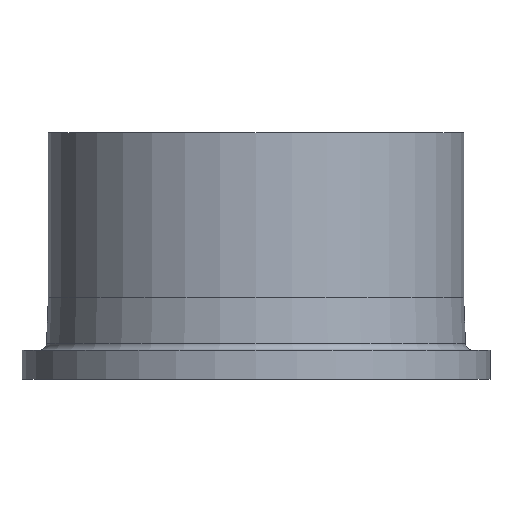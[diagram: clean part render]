
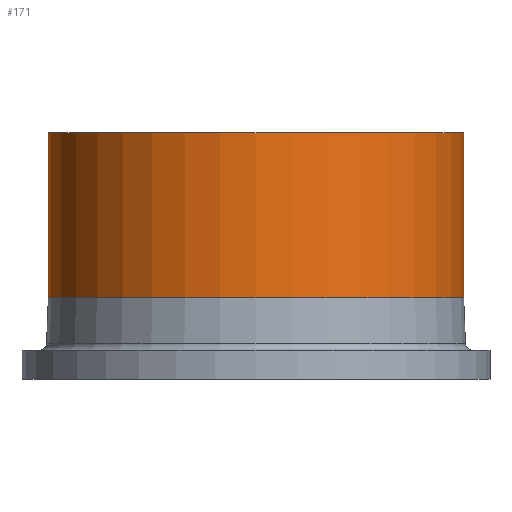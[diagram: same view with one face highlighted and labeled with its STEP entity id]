
A CAD part, front view. The second image highlights one B-rep face of the part: STEP entity #171.
In plain terms, the highlighted cylindrical face has radius 355 mm (diameter 710 mm), a partial arc.
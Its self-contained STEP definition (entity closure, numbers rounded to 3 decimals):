
#2 = CARTESIAN_POINT ( 'NONE',  ( -355., 0., 140. ) ) ;
#3 = CIRCLE ( 'NONE', #271, 355. ) ;
#4 = DIRECTION ( 'NONE',  ( -1., 0., 0. ) ) ;
#23 = VERTEX_POINT ( 'NONE', #140 ) ;
#32 = DIRECTION ( 'NONE',  ( 0., 0., -1. ) ) ;
#38 = DIRECTION ( 'NONE',  ( 0., 0., -1. ) ) ;
#40 = CARTESIAN_POINT ( 'NONE',  ( -355., 0., 0. ) ) ;
#64 = CIRCLE ( 'NONE', #321, 355. ) ;
#67 = LINE ( 'NONE', #327, #218 ) ;
#74 = EDGE_CURVE ( 'NONE', #23, #353, #67, .T. ) ;
#79 = CYLINDRICAL_SURFACE ( 'NONE', #178, 355. ) ;
#111 = CARTESIAN_POINT ( 'NONE',  ( 0., 0., 140. ) ) ;
#118 = EDGE_CURVE ( 'NONE', #127, #303, #404, .T. ) ;
#119 = CARTESIAN_POINT ( 'NONE',  ( -355., 0., 422. ) ) ;
#127 = VERTEX_POINT ( 'NONE', #119 ) ;
#140 = CARTESIAN_POINT ( 'NONE',  ( 355., 0., 422. ) ) ;
#144 = DIRECTION ( 'NONE',  ( -1., 0., 0. ) ) ;
#162 = DIRECTION ( 'NONE',  ( -1., 0., 0. ) ) ;
#165 = ORIENTED_EDGE ( 'NONE', *, *, #118, .T. ) ;
#171 = ADVANCED_FACE ( 'NONE', ( #413 ), #79, .T. ) ;
#177 = DIRECTION ( 'NONE',  ( 0., 0., -1. ) ) ;
#178 = AXIS2_PLACEMENT_3D ( 'NONE', #411, #38, #144 ) ;
#194 = ORIENTED_EDGE ( 'NONE', *, *, #427, .T. ) ;
#200 = EDGE_CURVE ( 'NONE', #353, #303, #64, .T. ) ;
#205 = ORIENTED_EDGE ( 'NONE', *, *, #74, .F. ) ;
#218 = VECTOR ( 'NONE', #32, 1000. ) ;
#261 = VECTOR ( 'NONE', #177, 1000. ) ;
#263 = EDGE_LOOP ( 'NONE', ( #205, #194, #165, #313 ) ) ;
#271 = AXIS2_PLACEMENT_3D ( 'NONE', #420, #305, #162 ) ;
#299 = CARTESIAN_POINT ( 'NONE',  ( 355., 0., 140. ) ) ;
#303 = VERTEX_POINT ( 'NONE', #2 ) ;
#305 = DIRECTION ( 'NONE',  ( 0., 0., -1. ) ) ;
#313 = ORIENTED_EDGE ( 'NONE', *, *, #200, .F. ) ;
#321 = AXIS2_PLACEMENT_3D ( 'NONE', #111, #440, #4 ) ;
#327 = CARTESIAN_POINT ( 'NONE',  ( 355., 0., 0. ) ) ;
#353 = VERTEX_POINT ( 'NONE', #299 ) ;
#404 = LINE ( 'NONE', #40, #261 ) ;
#411 = CARTESIAN_POINT ( 'NONE',  ( 0., 0., 0. ) ) ;
#413 = FACE_OUTER_BOUND ( 'NONE', #263, .T. ) ;
#420 = CARTESIAN_POINT ( 'NONE',  ( 0., 0., 422. ) ) ;
#427 = EDGE_CURVE ( 'NONE', #23, #127, #3, .T. ) ;
#440 = DIRECTION ( 'NONE',  ( 0., 0., -1. ) ) ;
